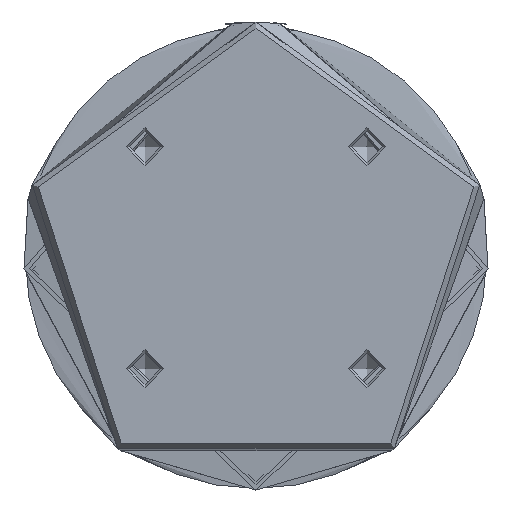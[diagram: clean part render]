
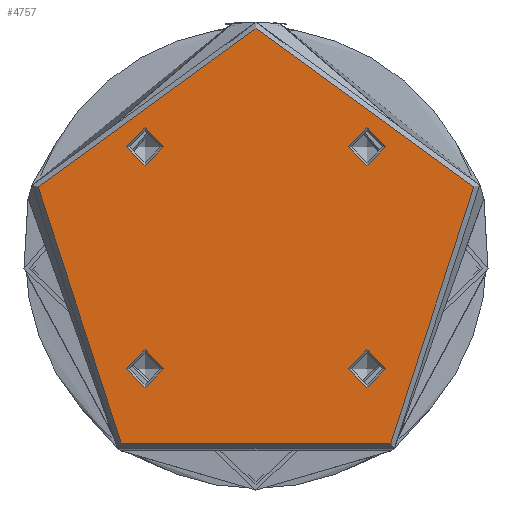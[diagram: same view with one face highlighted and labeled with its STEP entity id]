
A CAD part, front view. The second image highlights one B-rep face of the part: STEP entity #4757.
In plain terms, the highlighted face is planar.
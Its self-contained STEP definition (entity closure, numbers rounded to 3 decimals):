
#42 = CIRCLE ( 'NONE', #3728, 73. ) ;
#204 = CIRCLE ( 'NONE', #4657, 6. ) ;
#258 = VERTEX_POINT ( 'NONE', #5341 ) ;
#285 = DIRECTION ( 'NONE',  ( 0., 0., -1. ) ) ;
#292 = CARTESIAN_POINT ( 'NONE',  ( 35.355, 35.355, 0. ) ) ;
#329 = CARTESIAN_POINT ( 'NONE',  ( -35.355, -35.355, 0. ) ) ;
#617 = CIRCLE ( 'NONE', #5466, 6. ) ;
#729 = DIRECTION ( 'NONE',  ( -1., 0., 0. ) ) ;
#824 = DIRECTION ( 'NONE',  ( 1., 0., 0. ) ) ;
#869 = DIRECTION ( 'NONE',  ( -1., 0., 0. ) ) ;
#1032 = ORIENTED_EDGE ( 'NONE', *, *, #4246, .F. ) ;
#1177 = VERTEX_POINT ( 'NONE', #2220 ) ;
#1406 = EDGE_CURVE ( 'NONE', #3060, #3060, #3296, .T. ) ;
#1507 = EDGE_CURVE ( 'NONE', #258, #258, #5086, .T. ) ;
#1585 = EDGE_LOOP ( 'NONE', ( #6082 ) ) ;
#1858 = DIRECTION ( 'NONE',  ( 0., 0., 1. ) ) ;
#2012 = AXIS2_PLACEMENT_3D ( 'NONE', #2019, #5693, #2544 ) ;
#2019 = CARTESIAN_POINT ( 'NONE',  ( 35.355, -35.355, 0. ) ) ;
#2056 = VERTEX_POINT ( 'NONE', #5911 ) ;
#2220 = CARTESIAN_POINT ( 'NONE',  ( 41.355, 35.355, 0. ) ) ;
#2275 = PLANE ( 'NONE',  #6507 ) ;
#2369 = ORIENTED_EDGE ( 'NONE', *, *, #6486, .T. ) ;
#2544 = DIRECTION ( 'NONE',  ( 1., 0., 0. ) ) ;
#2549 = VERTEX_POINT ( 'NONE', #5365 ) ;
#2809 = CARTESIAN_POINT ( 'NONE',  ( 0., 0., 0. ) ) ;
#2823 = FACE_BOUND ( 'NONE', #4205, .T. ) ;
#3060 = VERTEX_POINT ( 'NONE', #4816 ) ;
#3199 = AXIS2_PLACEMENT_3D ( 'NONE', #329, #4012, #869 ) ;
#3296 = CIRCLE ( 'NONE', #3199, 6. ) ;
#3434 = CARTESIAN_POINT ( 'NONE',  ( -35.355, 35.355, 0. ) ) ;
#3550 = ORIENTED_EDGE ( 'NONE', *, *, #1507, .T. ) ;
#3728 = AXIS2_PLACEMENT_3D ( 'NONE', #5001, #1858, #5522 ) ;
#3875 = DIRECTION ( 'NONE',  ( 0., 0., -1. ) ) ;
#3966 = DIRECTION ( 'NONE',  ( -1., 0., 0. ) ) ;
#3975 = DIRECTION ( 'NONE',  ( 0., 0., 1. ) ) ;
#4012 = DIRECTION ( 'NONE',  ( 0., 0., 1. ) ) ;
#4103 = EDGE_CURVE ( 'NONE', #2549, #2549, #617, .T. ) ;
#4159 = FACE_BOUND ( 'NONE', #4285, .T. ) ;
#4205 = EDGE_LOOP ( 'NONE', ( #1032 ) ) ;
#4217 = EDGE_LOOP ( 'NONE', ( #2369 ) ) ;
#4246 = EDGE_CURVE ( 'NONE', #1177, #1177, #204, .T. ) ;
#4285 = EDGE_LOOP ( 'NONE', ( #3550 ) ) ;
#4315 = FACE_BOUND ( 'NONE', #6427, .T. ) ;
#4392 = FACE_BOUND ( 'NONE', #1585, .T. ) ;
#4657 = AXIS2_PLACEMENT_3D ( 'NONE', #292, #3975, #824 ) ;
#4757 = ADVANCED_FACE ( 'NONE', ( #4392, #4315, #4159, #2823, #5374 ), #2275, .F. ) ;
#4816 = CARTESIAN_POINT ( 'NONE',  ( -41.355, -35.355, 0. ) ) ;
#5001 = CARTESIAN_POINT ( 'NONE',  ( 0., 0., 0. ) ) ;
#5086 = CIRCLE ( 'NONE', #2012, 6. ) ;
#5341 = CARTESIAN_POINT ( 'NONE',  ( 41.355, -35.355, 0. ) ) ;
#5365 = CARTESIAN_POINT ( 'NONE',  ( -41.355, 35.355, 0. ) ) ;
#5374 = FACE_OUTER_BOUND ( 'NONE', #4217, .T. ) ;
#5466 = AXIS2_PLACEMENT_3D ( 'NONE', #3434, #285, #3966 ) ;
#5522 = DIRECTION ( 'NONE',  ( 1., 0., 0. ) ) ;
#5693 = DIRECTION ( 'NONE',  ( 0., 0., -1. ) ) ;
#5759 = ORIENTED_EDGE ( 'NONE', *, *, #4103, .T. ) ;
#5911 = CARTESIAN_POINT ( 'NONE',  ( 73., 0., 0. ) ) ;
#6082 = ORIENTED_EDGE ( 'NONE', *, *, #1406, .F. ) ;
#6427 = EDGE_LOOP ( 'NONE', ( #5759 ) ) ;
#6486 = EDGE_CURVE ( 'NONE', #2056, #2056, #42, .T. ) ;
#6507 = AXIS2_PLACEMENT_3D ( 'NONE', #2809, #3875, #729 ) ;
